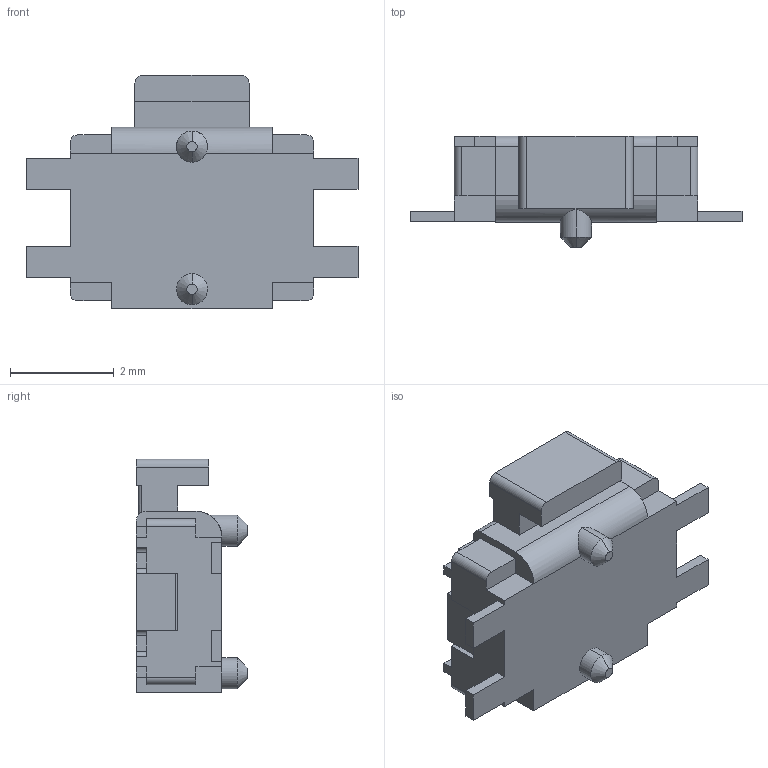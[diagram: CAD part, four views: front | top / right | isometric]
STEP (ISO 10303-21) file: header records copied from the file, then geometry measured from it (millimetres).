
FILE_DESCRIPTION (( 'STEP AP203' ), '1' );
FILE_NAME ('tl1014bf160qg.STEP', '2023-01-04T11:31:31', ( '' ), ( '' ), 'SwSTEP 2.0', 'SolidWorks 2020', '' );
FILE_SCHEMA (( 'CONFIG_CONTROL_DESIGN' ));
Length unit declared in the file: millimetre
Products named in the file (1): tl1014bf160qg
Bounding box: 6.4 x 2.15 x 4.5 mm (x, y, z)
Volume: 27.3 mm3; surface area: 79.2 mm2
Topology: 1 solids, 1 shells, 158 faces, 448 edges, 294 vertices
Faces by surface type: plane 118, cylinder 36, cone 4
Entity records: 5227 total; most frequent: CARTESIAN_POINT 979, ORIENTED_EDGE 896, DIRECTION 842, EDGE_CURVE 448, VECTOR 364, LINE 364, VERTEX_POINT 294, AXIS2_PLACEMENT_3D 239
